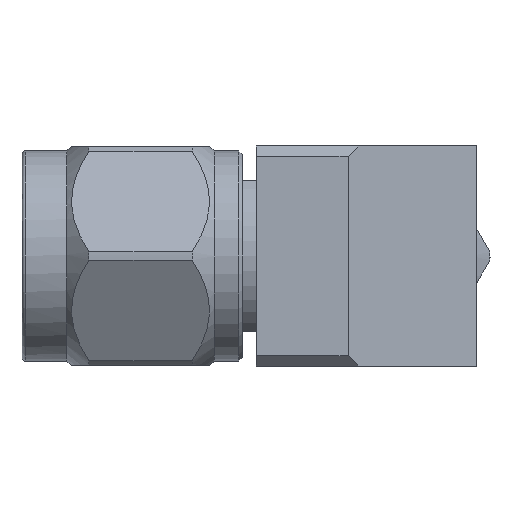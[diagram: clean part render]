
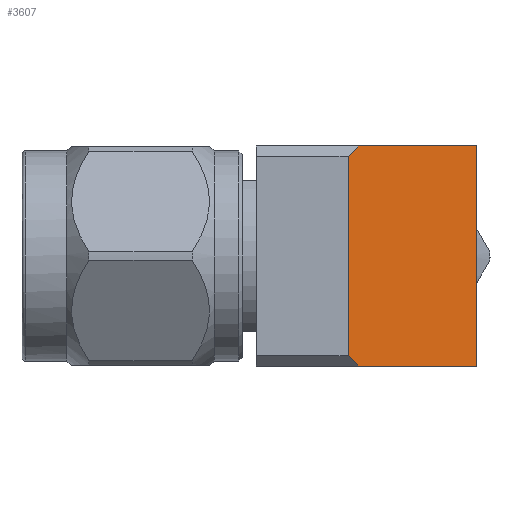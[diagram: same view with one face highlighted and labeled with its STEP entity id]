
A CAD part, left-side view. The second image highlights one B-rep face of the part: STEP entity #3607.
In plain terms, the highlighted planar face has unit normal (-0.708, -0.706, 0).
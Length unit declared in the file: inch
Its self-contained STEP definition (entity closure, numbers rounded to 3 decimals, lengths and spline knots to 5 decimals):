
#134 = EDGE_LOOP ( 'NONE', ( #9851, #8830, #10389, #8689, #2263, #4659 ) ) ;
#148 = CARTESIAN_POINT ( 'NONE',  ( -0.14248, 0.01112, 0.15748 ) ) ;
#264 = EDGE_CURVE ( 'NONE', #584, #6459, #5526, .T. ) ;
#325 = CARTESIAN_POINT ( 'NONE',  ( 0.02549, -0.15748, -0.15748 ) ) ;
#374 = CARTESIAN_POINT ( 'NONE',  ( -0.13877, 0.00739, 0.16119 ) ) ;
#428 = VECTOR ( 'NONE', #10228, 39.37008 ) ;
#518 = LINE ( 'NONE', #9319, #1110 ) ;
#584 = VERTEX_POINT ( 'NONE', #3823 ) ;
#855 = CARTESIAN_POINT ( 'NONE',  ( -0.06595, -0.0657, -0.15748 ) ) ;
#959 = LINE ( 'NONE', #855, #6151 ) ;
#1110 = VECTOR ( 'NONE', #1507, 39.37008 ) ;
#1507 = DIRECTION ( 'NONE',  ( 0., 0., 1. ) ) ;
#1555 = EDGE_CURVE ( 'NONE', #8356, #6912, #5110, .T. ) ;
#1571 = CARTESIAN_POINT ( 'NONE',  ( -0.09619, -0.03535, -0.20377 ) ) ;
#1702 = LINE ( 'NONE', #8136, #7355 ) ;
#1719 = DIRECTION ( 'NONE',  ( 0.708, 0.706, 0. ) ) ;
#1864 = VERTEX_POINT ( 'NONE', #4885 ) ;
#2263 = ORIENTED_EDGE ( 'NONE', *, *, #2734, .F. ) ;
#2315 = VECTOR ( 'NONE', #6474, 39.37008 ) ;
#2615 = CARTESIAN_POINT ( 'NONE',  ( -0.15748, 0.02617, 0.14248 ) ) ;
#2734 = EDGE_CURVE ( 'NONE', #584, #6912, #518, .T. ) ;
#3042 = VERTEX_POINT ( 'NONE', #325 ) ;
#3607 = ADVANCED_FACE ( 'NONE', ( #8213 ), #7312, .F. ) ;
#3823 = CARTESIAN_POINT ( 'NONE',  ( -0.15748, 0.02617, -0.14248 ) ) ;
#3980 = DIRECTION ( 'NONE',  ( -0.706, 0.708, 0. ) ) ;
#4616 = LINE ( 'NONE', #6907, #428 ) ;
#4659 = ORIENTED_EDGE ( 'NONE', *, *, #264, .T. ) ;
#4885 = CARTESIAN_POINT ( 'NONE',  ( 0.02549, -0.15748, 0.15748 ) ) ;
#5057 = DIRECTION ( 'NONE',  ( -0.577, 0.579, -0.577 ) ) ;
#5110 = LINE ( 'NONE', #374, #8664 ) ;
#5526 = LINE ( 'NONE', #1571, #2315 ) ;
#5985 = EDGE_CURVE ( 'NONE', #6459, #3042, #959, .T. ) ;
#6151 = VECTOR ( 'NONE', #9712, 39.37008 ) ;
#6459 = VERTEX_POINT ( 'NONE', #8436 ) ;
#6474 = DIRECTION ( 'NONE',  ( 0.577, -0.579, -0.577 ) ) ;
#6521 = EDGE_CURVE ( 'NONE', #8356, #1864, #4616, .T. ) ;
#6907 = CARTESIAN_POINT ( 'NONE',  ( -0.06595, -0.0657, 0.15748 ) ) ;
#6912 = VERTEX_POINT ( 'NONE', #2615 ) ;
#7312 = PLANE ( 'NONE',  #8627 ) ;
#7346 = DIRECTION ( 'NONE',  ( 0., 0., -1. ) ) ;
#7355 = VECTOR ( 'NONE', #7346, 39.37008 ) ;
#8136 = CARTESIAN_POINT ( 'NONE',  ( 0.02549, -0.15748, 0.15748 ) ) ;
#8213 = FACE_OUTER_BOUND ( 'NONE', #134, .T. ) ;
#8356 = VERTEX_POINT ( 'NONE', #148 ) ;
#8436 = CARTESIAN_POINT ( 'NONE',  ( -0.14248, 0.01112, -0.15748 ) ) ;
#8627 = AXIS2_PLACEMENT_3D ( 'NONE', #9843, #1719, #3980 ) ;
#8649 = EDGE_CURVE ( 'NONE', #1864, #3042, #1702, .T. ) ;
#8664 = VECTOR ( 'NONE', #5057, 39.37008 ) ;
#8689 = ORIENTED_EDGE ( 'NONE', *, *, #1555, .T. ) ;
#8830 = ORIENTED_EDGE ( 'NONE', *, *, #8649, .F. ) ;
#9319 = CARTESIAN_POINT ( 'NONE',  ( -0.15748, 0.02617, 0.15748 ) ) ;
#9712 = DIRECTION ( 'NONE',  ( 0.706, -0.708, 0. ) ) ;
#9843 = CARTESIAN_POINT ( 'NONE',  ( -0.44673, 0.3165, -0.2 ) ) ;
#9851 = ORIENTED_EDGE ( 'NONE', *, *, #5985, .T. ) ;
#10228 = DIRECTION ( 'NONE',  ( 0.706, -0.708, 0. ) ) ;
#10389 = ORIENTED_EDGE ( 'NONE', *, *, #6521, .F. ) ;
